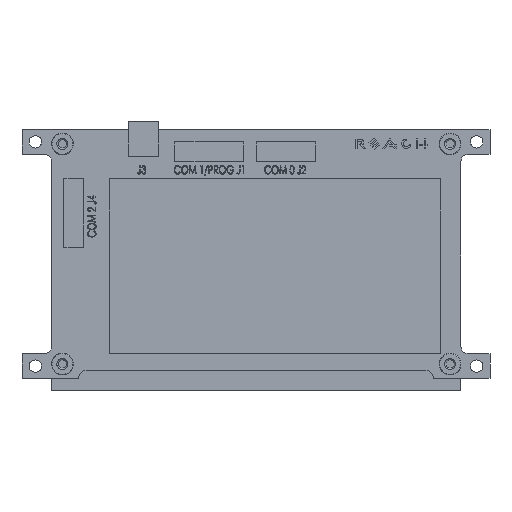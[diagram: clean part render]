
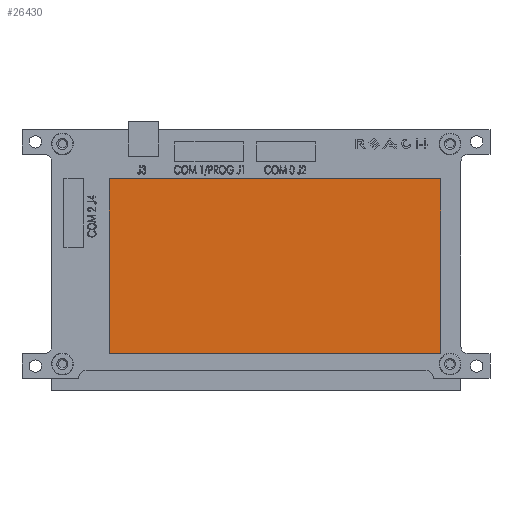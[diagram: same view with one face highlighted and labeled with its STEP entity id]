
A CAD part, top view. The second image highlights one B-rep face of the part: STEP entity #26430.
In plain terms, the highlighted planar face has unit normal (0, 0, 1).
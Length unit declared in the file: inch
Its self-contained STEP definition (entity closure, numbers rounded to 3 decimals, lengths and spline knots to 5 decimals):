
#2229 = PLANE ( 'NONE',  #18019 ) ;
#2249 = CARTESIAN_POINT ( 'NONE',  ( -1.49125, -1.0125, 0.212 ) ) ;
#2250 = DIRECTION ( 'NONE',  ( 0., 0., 1. ) ) ;
#2251 = DIRECTION ( 'NONE',  ( 1., 0., 0. ) ) ;
#3142 = FACE_OUTER_BOUND ( 'NONE', #18827, .T. ) ;
#18019 = AXIS2_PLACEMENT_3D ( 'NONE', #2249, #2250, #2251 ) ;
#18827 = EDGE_LOOP ( 'NONE', ( #24155, #24156, #24157, #24158 ) ) ;
#22947 = VERTEX_POINT ( 'NONE', #30744 ) ;
#23094 = VERTEX_POINT ( 'NONE', #30891 ) ;
#23210 = VERTEX_POINT ( 'NONE', #31007 ) ;
#23211 = VERTEX_POINT ( 'NONE', #31008 ) ;
#24155 = ORIENTED_EDGE ( 'NONE', *, *, #25477, .T. ) ;
#24156 = ORIENTED_EDGE ( 'NONE', *, *, #25484, .T. ) ;
#24157 = ORIENTED_EDGE ( 'NONE', *, *, #25487, .T. ) ;
#24158 = ORIENTED_EDGE ( 'NONE', *, *, #25488, .T. ) ;
#25477 = EDGE_CURVE ( 'NONE', #23094, #23211, #29801, .T. ) ;
#25484 = EDGE_CURVE ( 'NONE', #23211, #23210, #29809, .T. ) ;
#25487 = EDGE_CURVE ( 'NONE', #23210, #22947, #29811, .T. ) ;
#25488 = EDGE_CURVE ( 'NONE', #22947, #23094, #29817, .T. ) ;
#26430 = ADVANCED_FACE ( 'NONE', ( #3142 ), #2229, .T. ) ;
#29801 = LINE ( 'NONE', #31562, #29808 ) ;
#29808 = VECTOR ( 'NONE', #31572, 39.37008 ) ;
#29809 = LINE ( 'NONE', #31573, #29814 ) ;
#29811 = LINE ( 'NONE', #31575, #29818 ) ;
#29814 = VECTOR ( 'NONE', #31578, 39.37008 ) ;
#29817 = LINE ( 'NONE', #31583, #29820 ) ;
#29818 = VECTOR ( 'NONE', #31582, 39.37008 ) ;
#29820 = VECTOR ( 'NONE', #31584, 39.37008 ) ;
#30744 = CARTESIAN_POINT ( 'NONE',  ( 1.8775, 0.7625, 0.212 ) ) ;
#30891 = CARTESIAN_POINT ( 'NONE',  ( -1.49125, 0.7625, 0.212 ) ) ;
#31007 = CARTESIAN_POINT ( 'NONE',  ( 1.8775, -1.0125, 0.212 ) ) ;
#31008 = CARTESIAN_POINT ( 'NONE',  ( -1.49125, -1.0125, 0.212 ) ) ;
#31562 = CARTESIAN_POINT ( 'NONE',  ( -1.49125, 0.7625, 0.212 ) ) ;
#31572 = DIRECTION ( 'NONE',  ( 0., -1., 0. ) ) ;
#31573 = CARTESIAN_POINT ( 'NONE',  ( -1.49125, -1.0125, 0.212 ) ) ;
#31575 = CARTESIAN_POINT ( 'NONE',  ( 1.8775, 0.7625, 0.212 ) ) ;
#31578 = DIRECTION ( 'NONE',  ( 1., 0., 0. ) ) ;
#31582 = DIRECTION ( 'NONE',  ( 0., 1., 0. ) ) ;
#31583 = CARTESIAN_POINT ( 'NONE',  ( -1.49125, 0.7625, 0.212 ) ) ;
#31584 = DIRECTION ( 'NONE',  ( -1., 0., 0. ) ) ;
